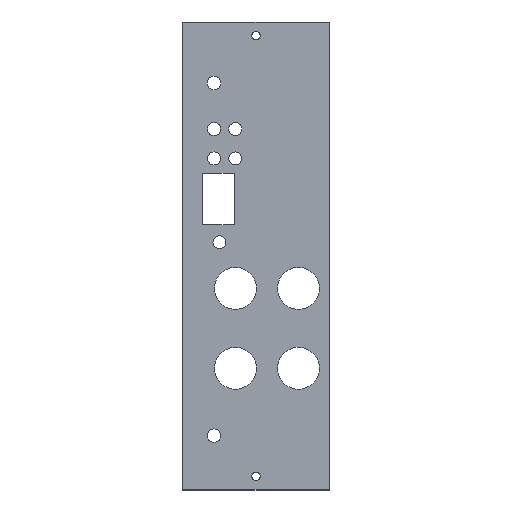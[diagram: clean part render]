
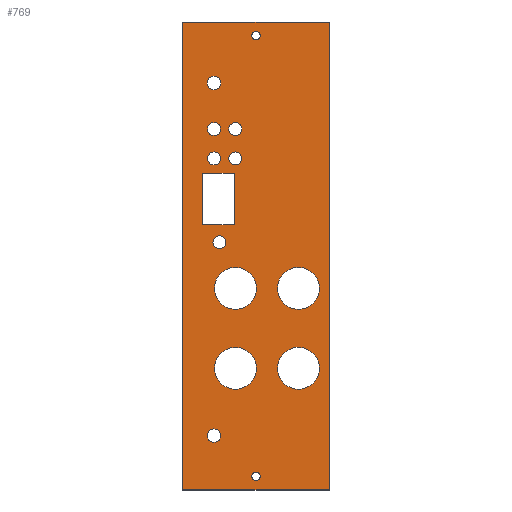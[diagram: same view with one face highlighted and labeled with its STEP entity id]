
A CAD part, top view. The second image highlights one B-rep face of the part: STEP entity #769.
In plain terms, the highlighted planar face has unit normal (0, 0, 1).
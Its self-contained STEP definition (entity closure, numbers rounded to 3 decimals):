
#42 = VERTEX_POINT('',#43);
#43 = CARTESIAN_POINT('',(175.5,-150.,1.51));
#49 = EDGE_CURVE('',#42,#50,#52,.T.);
#50 = VERTEX_POINT('',#51);
#51 = CARTESIAN_POINT('',(140.5,-150.,1.51));
#52 = LINE('',#53,#54);
#53 = CARTESIAN_POINT('',(175.5,-150.,1.51));
#54 = VECTOR('',#55,1.);
#55 = DIRECTION('',(-1.,0.,0.));
#80 = EDGE_CURVE('',#50,#81,#83,.T.);
#81 = VERTEX_POINT('',#82);
#82 = CARTESIAN_POINT('',(140.5,-38.5,1.51));
#83 = LINE('',#84,#85);
#84 = CARTESIAN_POINT('',(140.5,-150.,1.51));
#85 = VECTOR('',#86,1.);
#86 = DIRECTION('',(0.,1.,0.));
#111 = EDGE_CURVE('',#81,#112,#114,.T.);
#112 = VERTEX_POINT('',#113);
#113 = CARTESIAN_POINT('',(175.5,-38.5,1.51));
#114 = LINE('',#115,#116);
#115 = CARTESIAN_POINT('',(140.5,-38.5,1.51));
#116 = VECTOR('',#117,1.);
#117 = DIRECTION('',(1.,0.,0.));
#142 = EDGE_CURVE('',#112,#42,#143,.T.);
#143 = LINE('',#144,#145);
#144 = CARTESIAN_POINT('',(175.5,-38.5,1.51));
#145 = VECTOR('',#146,1.);
#146 = DIRECTION('',(0.,-1.,0.));
#166 = VERTEX_POINT('',#167);
#167 = CARTESIAN_POINT('',(159.,-146.75,1.51));
#173 = EDGE_CURVE('',#166,#166,#174,.T.);
#174 = CIRCLE('',#175,1.);
#175 = AXIS2_PLACEMENT_3D('',#176,#177,#178);
#176 = CARTESIAN_POINT('',(158.,-146.75,1.51));
#177 = DIRECTION('',(0.,0.,1.));
#178 = DIRECTION('',(1.,0.,-0.));
#199 = VERTEX_POINT('',#200);
#200 = CARTESIAN_POINT('',(149.57,-137.062,1.51));
#206 = EDGE_CURVE('',#199,#199,#207,.T.);
#207 = CIRCLE('',#208,1.6);
#208 = AXIS2_PLACEMENT_3D('',#209,#210,#211);
#209 = CARTESIAN_POINT('',(147.97,-137.062,1.51));
#210 = DIRECTION('',(0.,0.,1.));
#211 = DIRECTION('',(1.,0.,-0.));
#232 = VERTEX_POINT('',#233);
#233 = CARTESIAN_POINT('',(158.1,-121.,1.51));
#239 = EDGE_CURVE('',#232,#232,#240,.T.);
#240 = CIRCLE('',#241,5.);
#241 = AXIS2_PLACEMENT_3D('',#242,#243,#244);
#242 = CARTESIAN_POINT('',(153.1,-121.,1.51));
#243 = DIRECTION('',(0.,0.,1.));
#244 = DIRECTION('',(1.,0.,-0.));
#265 = VERTEX_POINT('',#266);
#266 = CARTESIAN_POINT('',(173.1,-121.,1.51));
#272 = EDGE_CURVE('',#265,#265,#273,.T.);
#273 = CIRCLE('',#274,5.);
#274 = AXIS2_PLACEMENT_3D('',#275,#276,#277);
#275 = CARTESIAN_POINT('',(168.1,-121.,1.51));
#276 = DIRECTION('',(0.,0.,1.));
#277 = DIRECTION('',(1.,0.,-0.));
#298 = VERTEX_POINT('',#299);
#299 = CARTESIAN_POINT('',(158.1,-101.95,1.51));
#305 = EDGE_CURVE('',#298,#298,#306,.T.);
#306 = CIRCLE('',#307,5.);
#307 = AXIS2_PLACEMENT_3D('',#308,#309,#310);
#308 = CARTESIAN_POINT('',(153.1,-101.95,1.51));
#309 = DIRECTION('',(0.,0.,1.));
#310 = DIRECTION('',(1.,0.,-0.));
#331 = VERTEX_POINT('',#332);
#332 = CARTESIAN_POINT('',(173.1,-101.95,1.51));
#338 = EDGE_CURVE('',#331,#331,#339,.T.);
#339 = CIRCLE('',#340,5.);
#340 = AXIS2_PLACEMENT_3D('',#341,#342,#343);
#341 = CARTESIAN_POINT('',(168.1,-101.95,1.51));
#342 = DIRECTION('',(0.,0.,1.));
#343 = DIRECTION('',(1.,0.,-0.));
#364 = VERTEX_POINT('',#365);
#365 = CARTESIAN_POINT('',(150.85,-91.,1.51));
#371 = EDGE_CURVE('',#364,#364,#372,.T.);
#372 = CIRCLE('',#373,1.55);
#373 = AXIS2_PLACEMENT_3D('',#374,#375,#376);
#374 = CARTESIAN_POINT('',(149.3,-91.,1.51));
#375 = DIRECTION('',(0.,0.,1.));
#376 = DIRECTION('',(1.,0.,-0.));
#397 = VERTEX_POINT('',#398);
#398 = CARTESIAN_POINT('',(145.3,-86.8,1.51));
#404 = EDGE_CURVE('',#397,#405,#407,.T.);
#405 = VERTEX_POINT('',#406);
#406 = CARTESIAN_POINT('',(152.8,-86.8,1.51));
#407 = LINE('',#408,#409);
#408 = CARTESIAN_POINT('',(145.3,-86.8,1.51));
#409 = VECTOR('',#410,1.);
#410 = DIRECTION('',(1.,0.,0.));
#435 = EDGE_CURVE('',#405,#436,#438,.T.);
#436 = VERTEX_POINT('',#437);
#437 = CARTESIAN_POINT('',(152.8,-74.5,1.51));
#438 = LINE('',#439,#440);
#439 = CARTESIAN_POINT('',(152.8,-86.8,1.51));
#440 = VECTOR('',#441,1.);
#441 = DIRECTION('',(0.,1.,0.));
#466 = EDGE_CURVE('',#436,#467,#469,.T.);
#467 = VERTEX_POINT('',#468);
#468 = CARTESIAN_POINT('',(145.3,-74.5,1.51));
#469 = LINE('',#470,#471);
#470 = CARTESIAN_POINT('',(152.8,-74.5,1.51));
#471 = VECTOR('',#472,1.);
#472 = DIRECTION('',(-1.,0.,0.));
#497 = EDGE_CURVE('',#467,#397,#498,.T.);
#498 = LINE('',#499,#500);
#499 = CARTESIAN_POINT('',(145.3,-74.5,1.51));
#500 = VECTOR('',#501,1.);
#501 = DIRECTION('',(0.,-1.,0.));
#521 = VERTEX_POINT('',#522);
#522 = CARTESIAN_POINT('',(149.55,-71.,1.51));
#528 = EDGE_CURVE('',#521,#521,#529,.T.);
#529 = CIRCLE('',#530,1.55);
#530 = AXIS2_PLACEMENT_3D('',#531,#532,#533);
#531 = CARTESIAN_POINT('',(148.,-71.,1.51));
#532 = DIRECTION('',(0.,0.,1.));
#533 = DIRECTION('',(1.,0.,-0.));
#554 = VERTEX_POINT('',#555);
#555 = CARTESIAN_POINT('',(154.63,-71.,1.51));
#561 = EDGE_CURVE('',#554,#554,#562,.T.);
#562 = CIRCLE('',#563,1.55);
#563 = AXIS2_PLACEMENT_3D('',#564,#565,#566);
#564 = CARTESIAN_POINT('',(153.08,-71.,1.51));
#565 = DIRECTION('',(0.,0.,1.));
#566 = DIRECTION('',(1.,0.,-0.));
#587 = VERTEX_POINT('',#588);
#588 = CARTESIAN_POINT('',(149.55,-64.,1.51));
#594 = EDGE_CURVE('',#587,#587,#595,.T.);
#595 = CIRCLE('',#596,1.55);
#596 = AXIS2_PLACEMENT_3D('',#597,#598,#599);
#597 = CARTESIAN_POINT('',(148.,-64.,1.51));
#598 = DIRECTION('',(0.,0.,1.));
#599 = DIRECTION('',(1.,0.,-0.));
#620 = VERTEX_POINT('',#621);
#621 = CARTESIAN_POINT('',(154.63,-64.,1.51));
#627 = EDGE_CURVE('',#620,#620,#628,.T.);
#628 = CIRCLE('',#629,1.55);
#629 = AXIS2_PLACEMENT_3D('',#630,#631,#632);
#630 = CARTESIAN_POINT('',(153.08,-64.,1.51));
#631 = DIRECTION('',(0.,0.,1.));
#632 = DIRECTION('',(1.,0.,-0.));
#653 = VERTEX_POINT('',#654);
#654 = CARTESIAN_POINT('',(149.6,-53.,1.51));
#660 = EDGE_CURVE('',#653,#653,#661,.T.);
#661 = CIRCLE('',#662,1.6);
#662 = AXIS2_PLACEMENT_3D('',#663,#664,#665);
#663 = CARTESIAN_POINT('',(148.,-53.,1.51));
#664 = DIRECTION('',(0.,0.,1.));
#665 = DIRECTION('',(1.,0.,-0.));
#686 = VERTEX_POINT('',#687);
#687 = CARTESIAN_POINT('',(159.,-41.75,1.51));
#693 = EDGE_CURVE('',#686,#686,#694,.T.);
#694 = CIRCLE('',#695,1.);
#695 = AXIS2_PLACEMENT_3D('',#696,#697,#698);
#696 = CARTESIAN_POINT('',(158.,-41.75,1.51));
#697 = DIRECTION('',(0.,0.,1.));
#698 = DIRECTION('',(1.,0.,-0.));
#769 = ADVANCED_FACE('',(#770,#776,#779,#782,#785,#788,#791,#794,#797,
    #803,#806,#809,#812,#815,#818),#821,.T.);
#770 = FACE_BOUND('',#771,.F.);
#771 = EDGE_LOOP('',(#772,#773,#774,#775));
#772 = ORIENTED_EDGE('',*,*,#49,.T.);
#773 = ORIENTED_EDGE('',*,*,#80,.T.);
#774 = ORIENTED_EDGE('',*,*,#111,.T.);
#775 = ORIENTED_EDGE('',*,*,#142,.T.);
#776 = FACE_BOUND('',#777,.F.);
#777 = EDGE_LOOP('',(#778));
#778 = ORIENTED_EDGE('',*,*,#173,.T.);
#779 = FACE_BOUND('',#780,.F.);
#780 = EDGE_LOOP('',(#781));
#781 = ORIENTED_EDGE('',*,*,#206,.T.);
#782 = FACE_BOUND('',#783,.F.);
#783 = EDGE_LOOP('',(#784));
#784 = ORIENTED_EDGE('',*,*,#239,.T.);
#785 = FACE_BOUND('',#786,.F.);
#786 = EDGE_LOOP('',(#787));
#787 = ORIENTED_EDGE('',*,*,#272,.T.);
#788 = FACE_BOUND('',#789,.F.);
#789 = EDGE_LOOP('',(#790));
#790 = ORIENTED_EDGE('',*,*,#305,.T.);
#791 = FACE_BOUND('',#792,.F.);
#792 = EDGE_LOOP('',(#793));
#793 = ORIENTED_EDGE('',*,*,#338,.T.);
#794 = FACE_BOUND('',#795,.F.);
#795 = EDGE_LOOP('',(#796));
#796 = ORIENTED_EDGE('',*,*,#371,.T.);
#797 = FACE_BOUND('',#798,.F.);
#798 = EDGE_LOOP('',(#799,#800,#801,#802));
#799 = ORIENTED_EDGE('',*,*,#404,.T.);
#800 = ORIENTED_EDGE('',*,*,#435,.T.);
#801 = ORIENTED_EDGE('',*,*,#466,.T.);
#802 = ORIENTED_EDGE('',*,*,#497,.T.);
#803 = FACE_BOUND('',#804,.F.);
#804 = EDGE_LOOP('',(#805));
#805 = ORIENTED_EDGE('',*,*,#528,.T.);
#806 = FACE_BOUND('',#807,.F.);
#807 = EDGE_LOOP('',(#808));
#808 = ORIENTED_EDGE('',*,*,#561,.T.);
#809 = FACE_BOUND('',#810,.F.);
#810 = EDGE_LOOP('',(#811));
#811 = ORIENTED_EDGE('',*,*,#594,.T.);
#812 = FACE_BOUND('',#813,.F.);
#813 = EDGE_LOOP('',(#814));
#814 = ORIENTED_EDGE('',*,*,#627,.T.);
#815 = FACE_BOUND('',#816,.F.);
#816 = EDGE_LOOP('',(#817));
#817 = ORIENTED_EDGE('',*,*,#660,.T.);
#818 = FACE_BOUND('',#819,.F.);
#819 = EDGE_LOOP('',(#820));
#820 = ORIENTED_EDGE('',*,*,#693,.T.);
#821 = PLANE('',#822);
#822 = AXIS2_PLACEMENT_3D('',#823,#824,#825);
#823 = CARTESIAN_POINT('',(0.,0.,1.51));
#824 = DIRECTION('',(0.,0.,1.));
#825 = DIRECTION('',(1.,0.,-0.));
